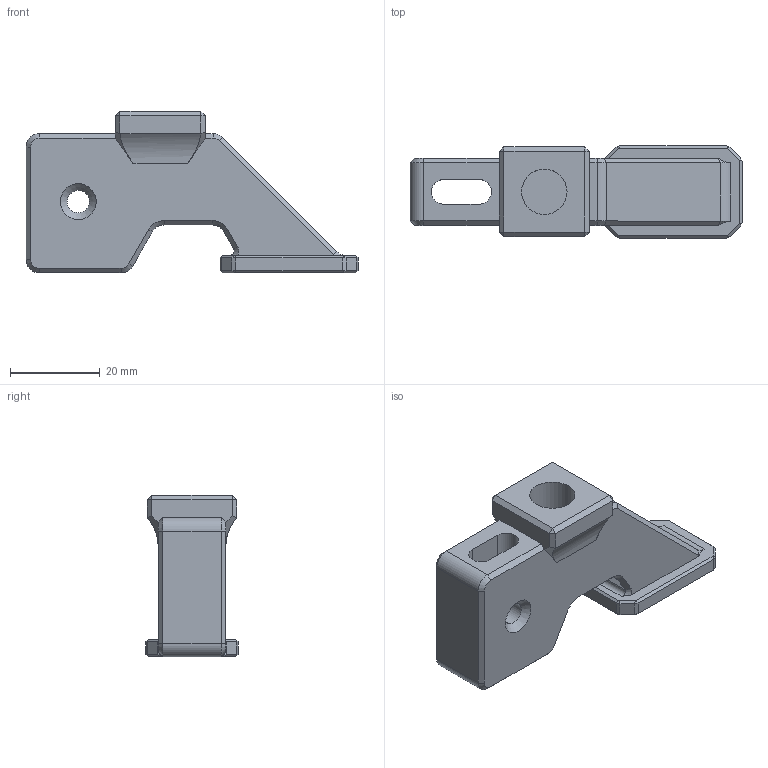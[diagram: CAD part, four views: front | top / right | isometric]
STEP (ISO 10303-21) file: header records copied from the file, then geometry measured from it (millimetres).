
FILE_DESCRIPTION(/* description */ ('','CAx-IF Rec.Pracs.---Representation and Presentation of Product Manufacturing Information (PMI)---4.0---2014-10-13'),/* implementation_level */ '2;1');
FILE_NAME(/* name */ 'Base for IRWIN QUICK-GRIP v2.step',/* time_stamp */ '2024-12-11T08:01:14-06:00',/* author */ (''),/* organization */ (''),/* preprocessor_version */ 'ST-DEVELOPER v20',/* originating_system */ 'Autodesk Translation Framework v13.20.0.188',/* authorisation */ '');
FILE_SCHEMA (('AP242_MANAGED_MODEL_BASED_3D_ENGINEERING_MIM_LF { 1 0 10303 442 1 1 4 }'));
Length unit declared in the file: millimetre
Products named in the file (2): Base for IRWIN QUICK-GRIP; Irwin Clamp Head v1
Assembly tree (1 placements, depth 2):
  Base for IRWIN QUICK-GRIP
    Irwin Clamp Head v1
Bounding box: 73.9 x 20.5 x 36 mm (x, y, z)
Volume: 22826.3 mm3; surface area: 8559.4 mm2
Topology: 1 solids, 1 shells, 143 faces, 317 edges, 179 vertices
Faces by surface type: plane 109, cone 19, cylinder 15
Full cylindrical faces by diameter (mm): 5 x2, 10.1 x1
Entity records: 3834 total; most frequent: DIRECTION 654, CARTESIAN_POINT 650, ORIENTED_EDGE 634, EDGE_CURVE 317, LINE 264, VECTOR 264, AXIS2_PLACEMENT_3D 195, VERTEX_POINT 179
